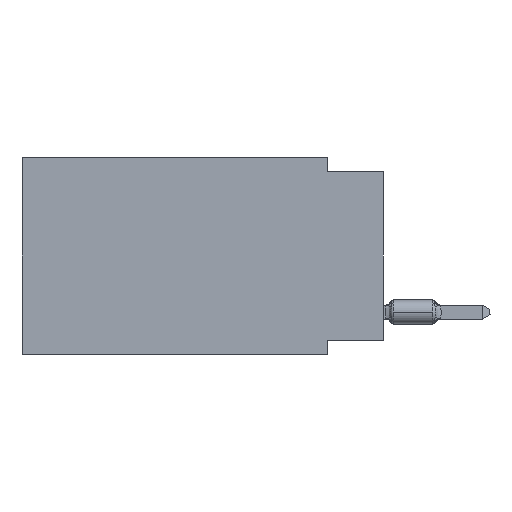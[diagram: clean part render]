
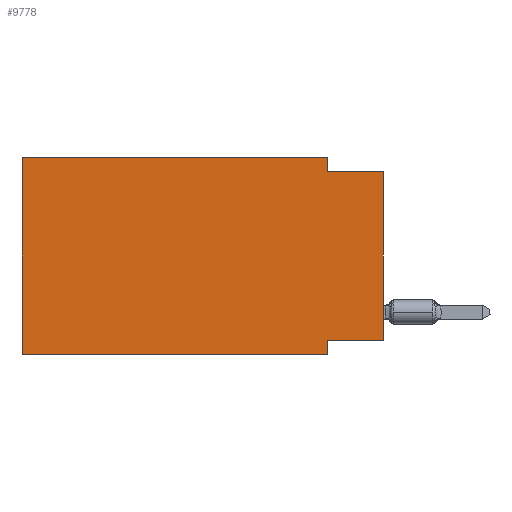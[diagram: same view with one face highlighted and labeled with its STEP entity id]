
A CAD part, left-side view. The second image highlights one B-rep face of the part: STEP entity #9778.
In plain terms, the highlighted planar face has unit normal (-1, 0, 0).
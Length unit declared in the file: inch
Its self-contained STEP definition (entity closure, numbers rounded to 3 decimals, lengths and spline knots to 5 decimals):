
#482 = DIRECTION ( 'NONE',  ( 0., 0., -1. ) ) ;
#972 = CARTESIAN_POINT ( 'NONE',  ( 0., 0.645, 0. ) ) ;
#1099 = VECTOR ( 'NONE', #19387, 39.37008 ) ;
#1201 = CARTESIAN_POINT ( 'NONE',  ( 0., 0.645, -0.35 ) ) ;
#1414 = EDGE_LOOP ( 'NONE', ( #18295, #14187, #18323, #27960, #14225, #6439, #28112, #27990 ) ) ;
#1492 = CARTESIAN_POINT ( 'NONE',  ( 0., 0.1, -0.35 ) ) ;
#2338 = EDGE_CURVE ( 'NONE', #12734, #6567, #3852, .T. ) ;
#2552 = CARTESIAN_POINT ( 'NONE',  ( 0., 0., -0.025 ) ) ;
#2685 = VECTOR ( 'NONE', #10598, 39.37008 ) ;
#3416 = DIRECTION ( 'NONE',  ( 0., -1., 0. ) ) ;
#3465 = EDGE_CURVE ( 'NONE', #10639, #3726, #14888, .T. ) ;
#3726 = VERTEX_POINT ( 'NONE', #2552 ) ;
#3768 = DIRECTION ( 'NONE',  ( 0., 0., 1. ) ) ;
#3852 = LINE ( 'NONE', #1492, #27087 ) ;
#4477 = CARTESIAN_POINT ( 'NONE',  ( 0., 0.645, 0. ) ) ;
#4481 = EDGE_CURVE ( 'NONE', #27349, #19478, #27624, .T. ) ;
#4745 = CARTESIAN_POINT ( 'NONE',  ( 0., 0.645, 0. ) ) ;
#5492 = VECTOR ( 'NONE', #3768, 39.37008 ) ;
#5693 = VECTOR ( 'NONE', #22651, 39.37008 ) ;
#5726 = AXIS2_PLACEMENT_3D ( 'NONE', #4745, #13669, #482 ) ;
#5881 = CARTESIAN_POINT ( 'NONE',  ( 0., 0.1, 0. ) ) ;
#6439 = ORIENTED_EDGE ( 'NONE', *, *, #12563, .T. ) ;
#6567 = VERTEX_POINT ( 'NONE', #20155 ) ;
#6624 = LINE ( 'NONE', #22273, #7114 ) ;
#7114 = VECTOR ( 'NONE', #26952, 39.37008 ) ;
#8229 = CARTESIAN_POINT ( 'NONE',  ( 0., 0.645, -0.35 ) ) ;
#9475 = DIRECTION ( 'NONE',  ( 0., 0., 1. ) ) ;
#9778 = ADVANCED_FACE ( 'NONE', ( #22601 ), #18202, .F. ) ;
#9893 = LINE ( 'NONE', #21299, #1099 ) ;
#10009 = LINE ( 'NONE', #1201, #13914 ) ;
#10598 = DIRECTION ( 'NONE',  ( 0., -1., 0. ) ) ;
#10639 = VERTEX_POINT ( 'NONE', #20716 ) ;
#10847 = EDGE_CURVE ( 'NONE', #10864, #3726, #9893, .T. ) ;
#10864 = VERTEX_POINT ( 'NONE', #12243 ) ;
#11963 = LINE ( 'NONE', #27321, #5693 ) ;
#12106 = VECTOR ( 'NONE', #9475, 39.37008 ) ;
#12243 = CARTESIAN_POINT ( 'NONE',  ( 0., 0.1, -0.025 ) ) ;
#12563 = EDGE_CURVE ( 'NONE', #27349, #6567, #10009, .T. ) ;
#12734 = VERTEX_POINT ( 'NONE', #16035 ) ;
#12842 = EDGE_CURVE ( 'NONE', #19478, #24397, #14423, .T. ) ;
#13669 = DIRECTION ( 'NONE',  ( 1., 0., 0. ) ) ;
#13914 = VECTOR ( 'NONE', #3416, 39.37008 ) ;
#14187 = ORIENTED_EDGE ( 'NONE', *, *, #10847, .F. ) ;
#14225 = ORIENTED_EDGE ( 'NONE', *, *, #4481, .F. ) ;
#14423 = LINE ( 'NONE', #23636, #2685 ) ;
#14888 = LINE ( 'NONE', #23817, #5492 ) ;
#16035 = CARTESIAN_POINT ( 'NONE',  ( 0., 0.1, -0.325 ) ) ;
#18202 = PLANE ( 'NONE',  #5726 ) ;
#18295 = ORIENTED_EDGE ( 'NONE', *, *, #3465, .T. ) ;
#18323 = ORIENTED_EDGE ( 'NONE', *, *, #22036, .F. ) ;
#19387 = DIRECTION ( 'NONE',  ( 0., -1., 0. ) ) ;
#19478 = VERTEX_POINT ( 'NONE', #4477 ) ;
#20155 = CARTESIAN_POINT ( 'NONE',  ( 0., 0.1, -0.35 ) ) ;
#20716 = CARTESIAN_POINT ( 'NONE',  ( 0., 0., -0.325 ) ) ;
#21299 = CARTESIAN_POINT ( 'NONE',  ( 0., 0., -0.025 ) ) ;
#22036 = EDGE_CURVE ( 'NONE', #24397, #10864, #6624, .T. ) ;
#22273 = CARTESIAN_POINT ( 'NONE',  ( 0., 0.1, 0. ) ) ;
#22601 = FACE_OUTER_BOUND ( 'NONE', #1414, .T. ) ;
#22651 = DIRECTION ( 'NONE',  ( 0., 1., 0. ) ) ;
#23014 = EDGE_CURVE ( 'NONE', #10639, #12734, #11963, .T. ) ;
#23636 = CARTESIAN_POINT ( 'NONE',  ( 0., 0.645, 0. ) ) ;
#23817 = CARTESIAN_POINT ( 'NONE',  ( 0., 0., 0. ) ) ;
#24329 = DIRECTION ( 'NONE',  ( 0., 0., -1. ) ) ;
#24397 = VERTEX_POINT ( 'NONE', #5881 ) ;
#26952 = DIRECTION ( 'NONE',  ( 0., 0., -1. ) ) ;
#27087 = VECTOR ( 'NONE', #24329, 39.37008 ) ;
#27321 = CARTESIAN_POINT ( 'NONE',  ( 0., 0., -0.325 ) ) ;
#27349 = VERTEX_POINT ( 'NONE', #8229 ) ;
#27624 = LINE ( 'NONE', #972, #12106 ) ;
#27960 = ORIENTED_EDGE ( 'NONE', *, *, #12842, .F. ) ;
#27990 = ORIENTED_EDGE ( 'NONE', *, *, #23014, .F. ) ;
#28112 = ORIENTED_EDGE ( 'NONE', *, *, #2338, .F. ) ;
